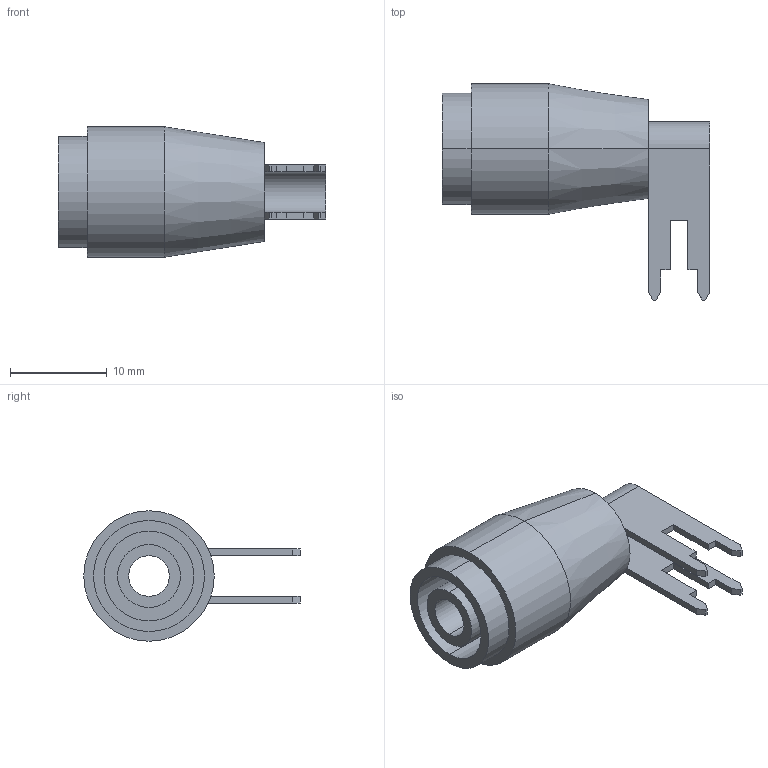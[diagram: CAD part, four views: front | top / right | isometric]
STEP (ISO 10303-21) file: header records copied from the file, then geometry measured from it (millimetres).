
FILE_DESCRIPTION (( 'STEP AP214' ), '1' );
FILE_NAME ('CT3151-2.STEP', '2018-08-26T13:52:03', ( '' ), ( '' ), 'SwSTEP 2.0', 'SolidWorks 2017', '' );
FILE_SCHEMA (( 'AUTOMOTIVE_DESIGN' ));
Length unit declared in the file: millimetre
Products named in the file (1): CT3151-2
Bounding box: 27.7 x 22.4 x 13.5 mm (x, y, z)
Volume: 1806.1 mm3; surface area: 3338.4 mm2
Topology: 3 solids, 3 shells, 60 faces, 148 edges, 98 vertices
Faces by surface type: plane 40, cylinder 18, cone 2
Entity records: 1834 total; most frequent: DIRECTION 308, CARTESIAN_POINT 307, ORIENTED_EDGE 296, EDGE_CURVE 148, VECTOR 110, LINE 110, AXIS2_PLACEMENT_3D 99, VERTEX_POINT 98
